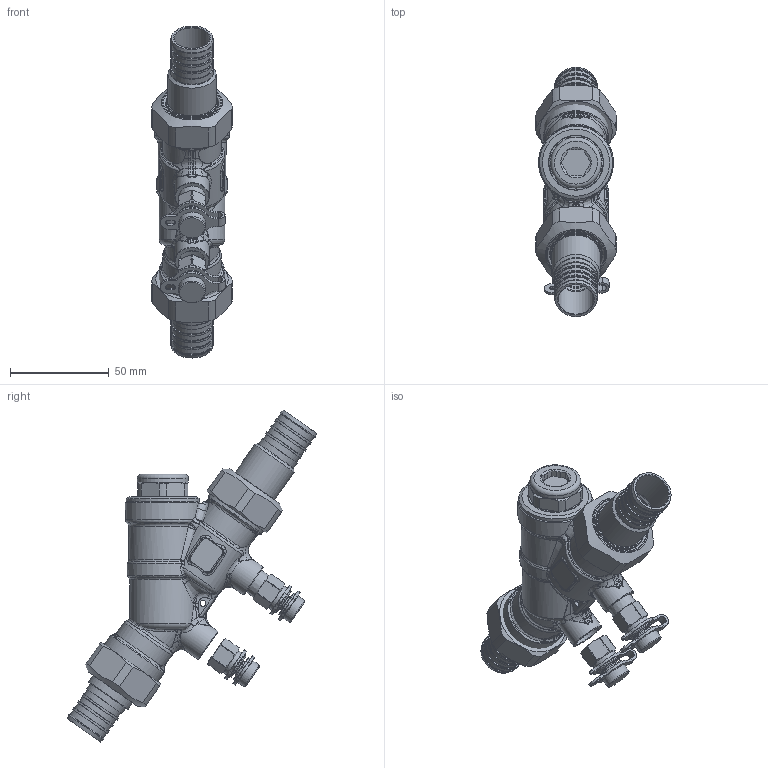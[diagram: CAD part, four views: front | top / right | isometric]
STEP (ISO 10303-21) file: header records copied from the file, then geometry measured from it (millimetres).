
FILE_DESCRIPTION(/* description */ (''),/* implementation_level */ '2;1');
FILE_NAME(/* name */ '128464AFC_Simplify_1.stp',/* time_stamp */ '2025-07-21T15:39:05-05:00',/* author */ ('ischreiner'),/* organization */ (''),/* preprocessor_version */ 'ST-DEVELOPER v20',/* originating_system */ 'Autodesk Inventor 2025',/* authorisation */ '');
FILE_SCHEMA (('AUTOMOTIVE_DESIGN { 1 0 10303 214 3 1 1 }'));
Length unit declared in the file: inch
Products named in the file (1): 128464AFC_Simplify_1
Bounding box: 40.63 x 126.59 x 168.39 mm (x, y, z)
Volume: 167096.4 mm3; surface area: 46100.6 mm2
Topology: 7 solids, 7 shells, 1186 faces, 2825 edges, 1681 vertices
Faces by surface type: bspline 709, cylinder 191, plane 142, cone 80, torus 60, sphere 4
Full cylindrical faces by diameter (mm): 3 x1, 8 x2, 11.5 x2, 12 x4, 12.2 x2, 13.5 x6, 13.9 x2, 16.256 x1, 17.5 x2, 18.161 x2, 19.812 x1, 20.091 x2, 20.574 x1, 20.6 x1, 20.701 x8, 21.742 x10, 22 x1, 24.384 x2, 25.8 x1, 26.416 x2, 26.924 x2, 29.5 x1, 29.972 x2, 30 x2, 30.302 x2, 33.1 x2, 37 x1
Entity records: 140960 total; most frequent: CARTESIAN_POINT 116574, ORIENTED_EDGE 5614, DIRECTION 3441, EDGE_CURVE 2807, VERTEX_POINT 1681, AXIS2_PLACEMENT_3D 1514, B_SPLINE_CURVE_WITH_KNOTS 1298, EDGE_LOOP 1254
